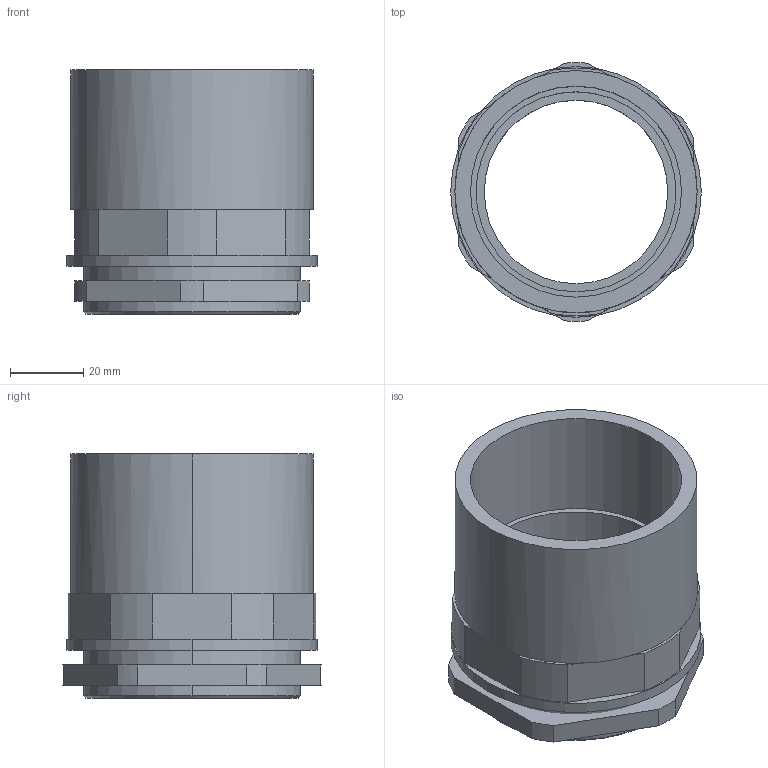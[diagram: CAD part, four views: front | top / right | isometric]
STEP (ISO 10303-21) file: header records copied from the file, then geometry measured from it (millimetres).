
FILE_DESCRIPTION (( 'STEP AP203' ), '1' );
FILE_NAME ('P8226.STEP', '2019-10-10T05:28:59', ( 'admin' ), ( '' ), 'SwSTEP 2.0', 'SolidWorks 2017', '' );
FILE_SCHEMA (( 'CONFIG_CONTROL_DESIGN' ));
Length unit declared in the file: millimetre
Products named in the file (1): P8226
Bounding box: 68.3 x 70.47 x 66.5 mm (x, y, z)
Volume: 68361 mm3; surface area: 32357.2 mm2
Topology: 2 solids, 2 shells, 60 faces, 142 edges, 90 vertices
Faces by surface type: plane 32, cylinder 26, cone 2
Entity records: 1823 total; most frequent: DIRECTION 330, CARTESIAN_POINT 293, ORIENTED_EDGE 284, EDGE_CURVE 142, AXIS2_PLACEMENT_3D 127, VERTEX_POINT 90, VECTOR 76, LINE 76
